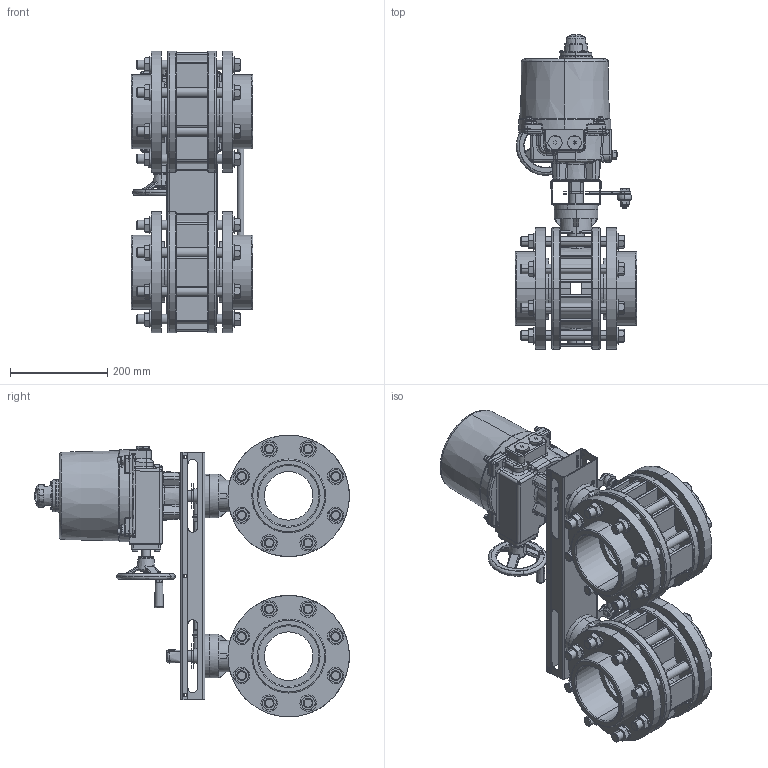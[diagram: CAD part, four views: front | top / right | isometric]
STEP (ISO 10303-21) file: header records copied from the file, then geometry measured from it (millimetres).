
FILE_DESCRIPTION (( 'STEP AP214' ), '1' );
FILE_NAME ('200.549.125 twv 125 330 VDL.STEP', '2021-09-30T07:50:48', ( '' ), ( '' ), 'SwSTEP 2.0', 'SolidWorks 2018', '' );
FILE_SCHEMA (( 'AUTOMOTIVE_DESIGN' ));
Length unit declared in the file: millimetre
Products named in the file (1): 200.549.125 twv 125 330 VDL
Bounding box: 251 x 648.09 x 580 mm (x, y, z)
Surface area: 1842626.3 mm2 (no closed solid volume)
Topology: 0 solids, 78 shells, 2485 faces, 8310 edges, 5584 vertices
Faces by surface type: plane 888, cylinder 735, bspline 425, cone 393, torus 36, sphere 8
Entity records: 150398 total; most frequent: CARTESIAN_POINT 57611, ORIENTED_EDGE 13853, DIRECTION 11541, EDGE_CURVE 8259, VERTEX_POINT 5576, AXIS2_PLACEMENT_3D 4190, LINE 3161, VECTOR 3161
